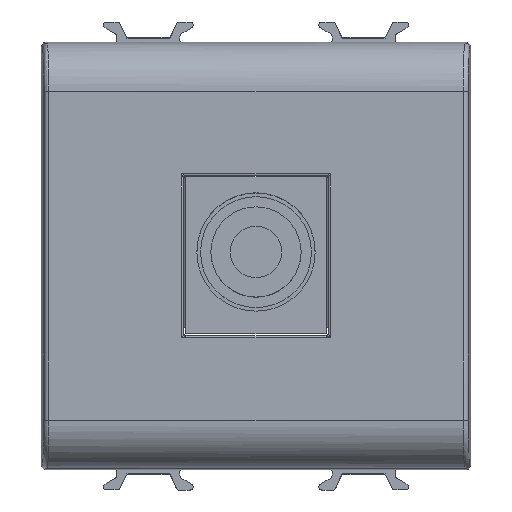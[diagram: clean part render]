
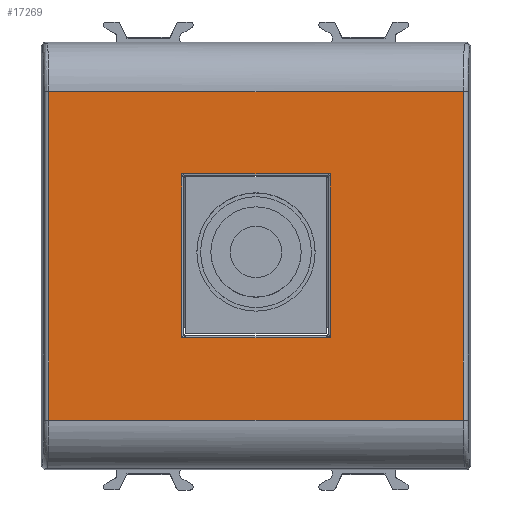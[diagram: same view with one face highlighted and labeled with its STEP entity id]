
A CAD part, top view. The second image highlights one B-rep face of the part: STEP entity #17269.
In plain terms, the highlighted planar face has unit normal (0, 0, 1).
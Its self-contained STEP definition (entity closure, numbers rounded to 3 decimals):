
#17250=AXIS2_PLACEMENT_3D('Plane Axis2P3D',#17247,#17248,#17249) ;
#11844=CARTESIAN_POINT('Vertex',(-7.647,8.447,11.2)) ;
#12344=CARTESIAN_POINT('Vertex',(-7.647,-8.447,11.2)) ;
#12820=CARTESIAN_POINT('Vertex',(7.647,8.447,11.2)) ;
#13320=CARTESIAN_POINT('Vertex',(7.647,-8.447,11.2)) ;
#15635=CARTESIAN_POINT('Vertex',(-21.373,16.928,11.2)) ;
#15679=CARTESIAN_POINT('Line Origine',(0.,8.447,11.2)) ;
#15697=CARTESIAN_POINT('Line Origine',(-7.647,0.,11.2)) ;
#15715=CARTESIAN_POINT('Line Origine',(0.,-8.447,11.2)) ;
#15733=CARTESIAN_POINT('Line Origine',(7.647,0.,11.2)) ;
#15751=CARTESIAN_POINT('Line Origine',(0.,16.928,11.2)) ;
#15755=CARTESIAN_POINT('Vertex',(21.373,16.928,11.2)) ;
#15785=CARTESIAN_POINT('Vertex',(-21.373,-16.928,11.2)) ;
#15788=CARTESIAN_POINT('Line Origine',(-21.373,0.,11.2)) ;
#15924=CARTESIAN_POINT('Line Origine',(21.373,0.,11.2)) ;
#15928=CARTESIAN_POINT('Vertex',(21.373,-16.928,11.2)) ;
#17247=CARTESIAN_POINT('Axis2P3D Location',(0.,0.,11.2)) ;
#17252=CARTESIAN_POINT('Line Origine',(0.,-16.928,11.2)) ;
#15680=DIRECTION('Vector Direction',(1.,0.,0.)) ;
#15698=DIRECTION('Vector Direction',(0.,-1.,0.)) ;
#15716=DIRECTION('Vector Direction',(-1.,0.,0.)) ;
#15734=DIRECTION('Vector Direction',(0.,1.,0.)) ;
#15752=DIRECTION('Vector Direction',(1.,0.,0.)) ;
#15789=DIRECTION('Vector Direction',(0.,-1.,0.)) ;
#15925=DIRECTION('Vector Direction',(0.,1.,0.)) ;
#17248=DIRECTION('Axis2P3D Direction',(0.,0.,-1.)) ;
#17249=DIRECTION('Axis2P3D XDirection',(1.,0.,0.)) ;
#17253=DIRECTION('Vector Direction',(1.,0.,0.)) ;
#15681=VECTOR('Line Direction',#15680,1.) ;
#15699=VECTOR('Line Direction',#15698,1.) ;
#15717=VECTOR('Line Direction',#15716,1.) ;
#15735=VECTOR('Line Direction',#15734,1.) ;
#15753=VECTOR('Line Direction',#15752,1.) ;
#15790=VECTOR('Line Direction',#15789,1.) ;
#15926=VECTOR('Line Direction',#15925,1.) ;
#17254=VECTOR('Line Direction',#17253,1.) ;
#17258=ORIENTED_EDGE('',*,*,#15930,.F.) ;
#17259=ORIENTED_EDGE('',*,*,#15757,.T.) ;
#17260=ORIENTED_EDGE('',*,*,#15792,.F.) ;
#17261=ORIENTED_EDGE('',*,*,#17256,.T.) ;
#17264=ORIENTED_EDGE('',*,*,#15737,.T.) ;
#17265=ORIENTED_EDGE('',*,*,#15719,.T.) ;
#17266=ORIENTED_EDGE('',*,*,#15701,.T.) ;
#17267=ORIENTED_EDGE('',*,*,#15683,.T.) ;
#17268=FACE_BOUND('',#17263,.T.) ;
#17269=ADVANCED_FACE('PartBody',(#17262,#17268),#17251,.F.) ;
#15683=EDGE_CURVE('',#11845,#12821,#15682,.T.) ;
#15701=EDGE_CURVE('',#12345,#11845,#15700,.F.) ;
#15719=EDGE_CURVE('',#13321,#12345,#15718,.T.) ;
#15737=EDGE_CURVE('',#12821,#13321,#15736,.F.) ;
#15757=EDGE_CURVE('',#15756,#15636,#15754,.F.) ;
#15792=EDGE_CURVE('',#15786,#15636,#15791,.F.) ;
#15930=EDGE_CURVE('',#15756,#15929,#15927,.F.) ;
#17256=EDGE_CURVE('',#15786,#15929,#17255,.T.) ;
#17257=EDGE_LOOP('',(#17258,#17259,#17260,#17261)) ;
#17263=EDGE_LOOP('',(#17264,#17265,#17266,#17267)) ;
#17262=FACE_OUTER_BOUND('',#17257,.T.) ;
#15682=LINE('Line',#15679,#15681) ;
#15700=LINE('Line',#15697,#15699) ;
#15718=LINE('Line',#15715,#15717) ;
#15736=LINE('Line',#15733,#15735) ;
#15754=LINE('Line',#15751,#15753) ;
#15791=LINE('Line',#15788,#15790) ;
#15927=LINE('Line',#15924,#15926) ;
#17255=LINE('Line',#17252,#17254) ;
#17251=PLANE('',#17250) ;
#11845=VERTEX_POINT('',#11844) ;
#12345=VERTEX_POINT('',#12344) ;
#12821=VERTEX_POINT('',#12820) ;
#13321=VERTEX_POINT('',#13320) ;
#15636=VERTEX_POINT('',#15635) ;
#15756=VERTEX_POINT('',#15755) ;
#15786=VERTEX_POINT('',#15785) ;
#15929=VERTEX_POINT('',#15928) ;
